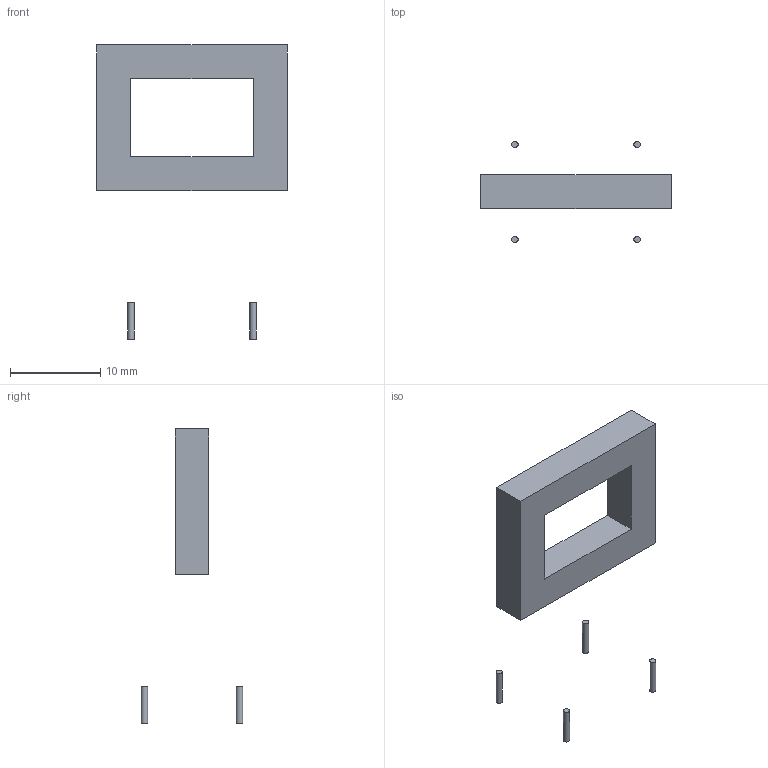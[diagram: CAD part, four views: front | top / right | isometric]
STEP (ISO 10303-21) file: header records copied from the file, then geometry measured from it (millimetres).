
FILE_DESCRIPTION(('FreeCAD Model'),'2;1');
FILE_NAME('Open CASCADE Shape Model','2022-04-07T16:09:44',( 'kicad StepUp'),('ksu MCAD'),'Open CASCADE STEP processor 7.5', 'FreeCAD','Unknown');
FILE_SCHEMA(('AUTOMOTIVE_DESIGN { 1 0 10303 214 1 1 1 1 }'));
Length unit declared in the file: millimetre
Products named in the file (1): Matrix_Union
Bounding box: 21 x 11.2 x 32.5 mm (x, y, z)
Volume: 839.4 mm3; surface area: 927 mm2
Topology: 5 solids, 5 shells, 22 faces, 36 edges, 24 vertices
Faces by surface type: plane 18, cylinder 4
Full cylindrical faces by diameter (mm): 0.7 x4
Entity records: 718 total; most frequent: DIRECTION 90, CARTESIAN_POINT 83, ORIENTED_EDGE 72, EDGE_CURVE 36, AXIS2_PLACEMENT_3D 31, LINE 28, VECTOR 28, PRESENTATION_STYLE_ASSIGNMENT 27
